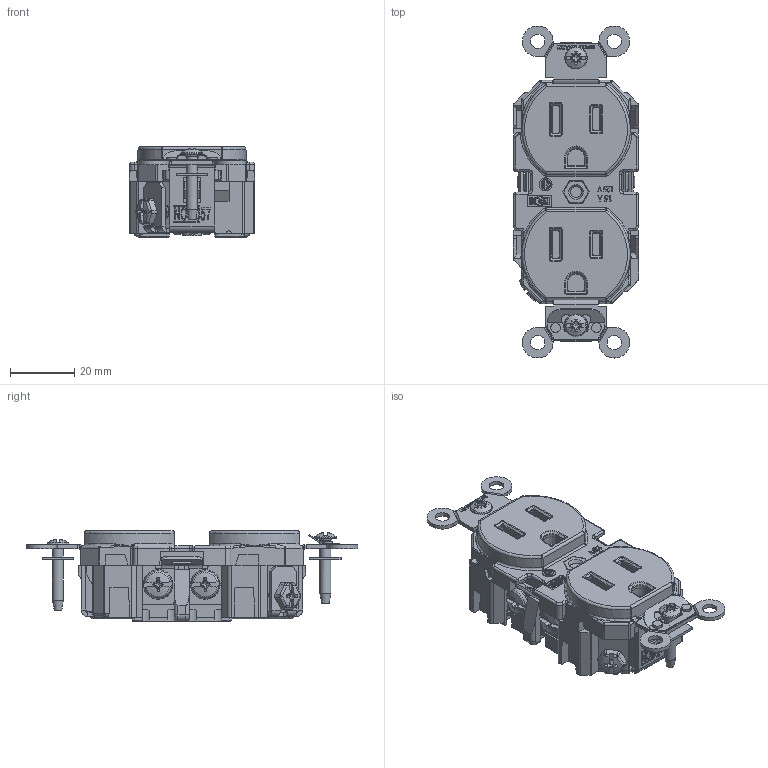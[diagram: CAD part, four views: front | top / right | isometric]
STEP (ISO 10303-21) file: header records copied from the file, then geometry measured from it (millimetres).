
FILE_DESCRIPTION (( 'STEP AP214' ), '1' );
FILE_NAME ('CATSTD-052CM-62X-M01.STEP', '2021-12-03T15:26:47', ( '' ), ( '' ), 'SwSTEP 2.0', 'SolidWorks 2020', '' );
FILE_SCHEMA (( 'AUTOMOTIVE_DESIGN' ));
Length unit declared in the file: inch
Products named in the file (1): CATSTD-052CM-62X-M01
Bounding box: 38.89 x 103.17 x 28.14 mm (x, y, z)
Volume: 47298.1 mm3; surface area: 36887.5 mm2
Topology: 14 solids, 29 shells, 5031 faces, 13099 edges, 8010 vertices
Faces by surface type: plane 2827, cylinder 1026, cone 449, bspline 432, torus 222, sphere 75
Full cylindrical faces by diameter (mm): 1.321 x2, 2.184 x2, 2.438 x2, 2.586 x1, 2.942 x2, 2.965 x2, 3.404 x4, 3.556 x2, 3.81 x3, 4.064 x1, 4.318 x4, 4.521 x4, 4.75 x1, 4.803 x4, 5.131 x1, 5.385 x1, 5.901 x1, 6.858 x2
Entity records: 230903 total; most frequent: CARTESIAN_POINT 48720, ORIENTED_EDGE 25810, DIRECTION 23011, EDGE_CURVE 12905, LINE 8159, VECTOR 8159, VERTEX_POINT 7962, AXIS2_PLACEMENT_3D 7426
